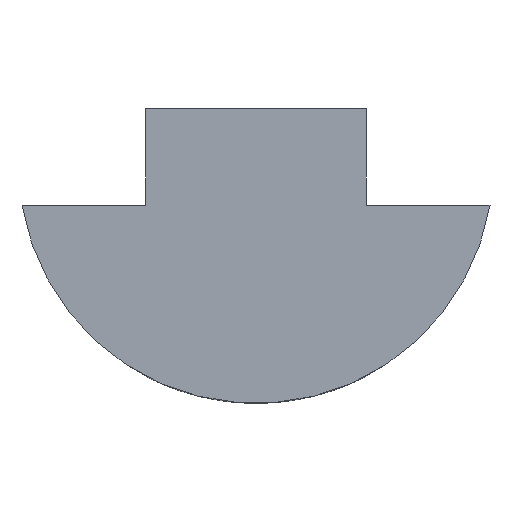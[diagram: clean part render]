
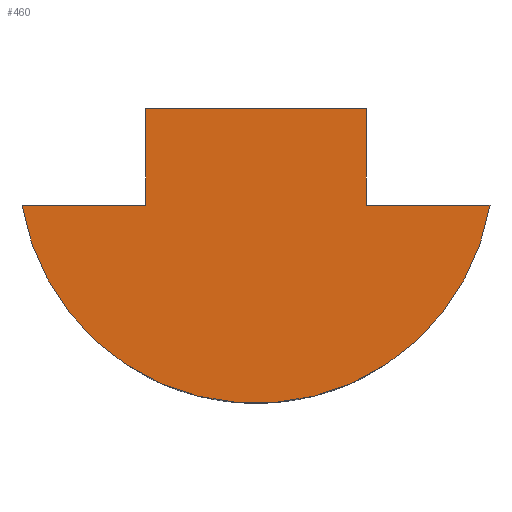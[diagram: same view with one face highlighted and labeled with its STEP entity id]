
A CAD part, front view. The second image highlights one B-rep face of the part: STEP entity #460.
In plain terms, the highlighted planar face has unit normal (0, -1, 0).
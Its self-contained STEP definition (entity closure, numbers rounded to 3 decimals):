
#256=CARTESIAN_POINT('',(-24.0,13.,-1.1));
#257=VERTEX_POINT('',#256);
#258=CARTESIAN_POINT('',(-16.0,13.,-1.1));
#259=VERTEX_POINT('',#258);
#260=CARTESIAN_POINT('',(-24.0,13.,-1.1));
#261=DIRECTION('',(1.0,0.0,0.0));
#262=VECTOR('',#261,8.0);
#263=LINE('',#260,#262);
#264=EDGE_CURVE('',#257,#259,#263,.T.);
#300=CARTESIAN_POINT('',(-16.0,13.,-4.6));
#301=VERTEX_POINT('',#300);
#302=CARTESIAN_POINT('',(-16.0,13.,-1.1));
#303=DIRECTION('',(0.0,0.0,-1.0));
#304=VECTOR('',#303,3.5);
#305=LINE('',#302,#304);
#306=EDGE_CURVE('',#259,#301,#305,.T.);
#331=CARTESIAN_POINT('',(-11.5,13.,-4.6));
#332=VERTEX_POINT('',#331);
#333=CARTESIAN_POINT('',(-16.0,13.,-4.6));
#334=DIRECTION('',(1.0,0.0,0.0));
#335=VECTOR('',#334,4.5);
#336=LINE('',#333,#335);
#337=EDGE_CURVE('',#301,#332,#336,.T.);
#362=CARTESIAN_POINT('',(-28.5,13.,-4.6));
#363=VERTEX_POINT('',#362);
#364=CARTESIAN_POINT('',(-20.0,13.0,-3.183));
#365=DIRECTION('',(0.0,1.0,0.0));
#366=DIRECTION('',(0.0,0.0,-1.0));
#367=AXIS2_PLACEMENT_3D('',#364,#365,#366);
#368=CIRCLE('',#367,8.617);
#369=EDGE_CURVE('',#332,#363,#368,.T.);
#399=CARTESIAN_POINT('',(-24.0,13.,-4.6));
#400=VERTEX_POINT('',#399);
#401=CARTESIAN_POINT('',(-28.5,13.,-4.6));
#402=DIRECTION('',(1.0,0.0,0.0));
#403=VECTOR('',#402,4.5);
#404=LINE('',#401,#403);
#405=EDGE_CURVE('',#363,#400,#404,.T.);
#430=CARTESIAN_POINT('',(-24.0,13.,-4.6));
#431=DIRECTION('',(0.0,0.0,1.0));
#432=VECTOR('',#431,3.5);
#433=LINE('',#430,#432);
#434=EDGE_CURVE('',#400,#257,#433,.T.);
#447=CARTESIAN_POINT('',(-20.0,13.,-5.862));
#448=DIRECTION('',(0.0,1.0,0.0));
#449=DIRECTION('',(0.0,0.0,1.0));
#450=AXIS2_PLACEMENT_3D('',#447,#448,#449);
#451=PLANE('',#450);
#452=ORIENTED_EDGE('',*,*,#264,.F.);
#453=ORIENTED_EDGE('',*,*,#434,.F.);
#454=ORIENTED_EDGE('',*,*,#405,.F.);
#455=ORIENTED_EDGE('',*,*,#369,.F.);
#456=ORIENTED_EDGE('',*,*,#337,.F.);
#457=ORIENTED_EDGE('',*,*,#306,.F.);
#458=EDGE_LOOP('',(#452,#453,#454,#455,#456,#457));
#459=FACE_OUTER_BOUND('',#458,.T.);
#460=ADVANCED_FACE('',(#459),#451,.F.);
